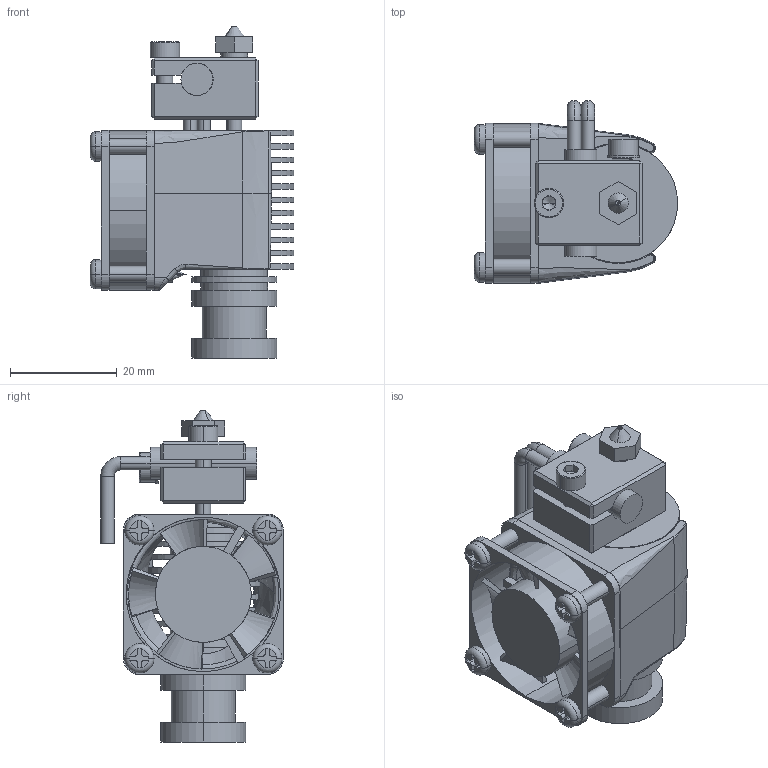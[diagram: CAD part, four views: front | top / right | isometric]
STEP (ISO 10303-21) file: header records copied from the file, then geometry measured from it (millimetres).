
FILE_DESCRIPTION (( 'STEP AP203' ), '1' );
FILE_NAME ('E3D All Metal Hotend V6 assy.STEP', '2022-08-14T21:08:39', ( '' ), ( '' ), 'SwSTEP 2.0', 'SolidWorks 2019', '' );
FILE_SCHEMA (( 'CONFIG_CONTROL_DESIGN' ));
Length unit declared in the file: millimetre
Products named in the file (16): Thermistor.STEP; HEXAGON SOCKET HEAD CAP SCREWS_SCB3-4.STEP; Fan-House-30x30x10-Promoco_Fan-House-KDE0503PFB3-Promoco.STEP; Ceramic Cartridge Heater.STEP; Self Tapping Screws - Pan Head_CSPTRSA-SUS-TP3-16.STEP; E3D-v6 Fan Duct.STEP; E3D v6 HotEnd - Heatsink.STEP; Flat Washers_PWF3.STEP; E3D v6 HotEnd - Heatbreak.STEP; HEXAGON SOCKET HEAD CAP SCREWS_SCB3-10.STEP; E3D All Metal Hotend V6 assy.STEP; Fan-30x30x10-Promoco_Fan-KDE0503PFB3-Promoco.STEP; Fan-DC-KDE0503PFB3-Promoco_Fan-DC-KDE0503PFB3-Promoco.STEP; E3D v6 HotEnd - Nozzle.STEP; E3D All Metal Hotend V6 assy; E3D v6 HotEnd - Heat Block.STEP
Assembly tree (18 placements, depth 4):
  E3D All Metal Hotend V6 assy
    E3D All Metal Hotend V6 assy.STEP
      Fan-DC-KDE0503PFB3-Promoco_Fan-DC-KDE0503PFB3-Promoco.STEP
        Fan-House-30x30x10-Promoco_Fan-House-KDE0503PFB3-Promoco.STEP
        Fan-30x30x10-Promoco_Fan-KDE0503PFB3-Promoco.STEP
      E3D v6 HotEnd - Heatsink.STEP
      E3D v6 HotEnd - Heatbreak.STEP
      E3D v6 HotEnd - Nozzle.STEP
      E3D v6 HotEnd - Heat Block.STEP
      Ceramic Cartridge Heater.STEP
      Thermistor.STEP
      HEXAGON SOCKET HEAD CAP SCREWS_SCB3-4.STEP
      HEXAGON SOCKET HEAD CAP SCREWS_SCB3-10.STEP
      Flat Washers_PWF3.STEP
      E3D-v6 Fan Duct.STEP
      Self Tapping Screws - Pan Head_CSPTRSA-SUS-TP3-16.STEP  x4
Bounding box: 38.15 x 34.25 x 62.3 mm (x, y, z)
Volume: 20365.8 mm3; surface area: 23108.3 mm2
Topology: 20 solids, 20 shells, 631 faces, 1509 edges, 933 vertices
Faces by surface type: plane 266, cylinder 219, cone 67, bspline 55, torus 24
Entity records: 20261 total; most frequent: CARTESIAN_POINT 6290, DIRECTION 2608, ORIENTED_EDGE 2474, EDGE_CURVE 1237, AXIS2_PLACEMENT_3D 1022, VERTEX_POINT 774, EDGE_LOOP 621, VECTOR 564
